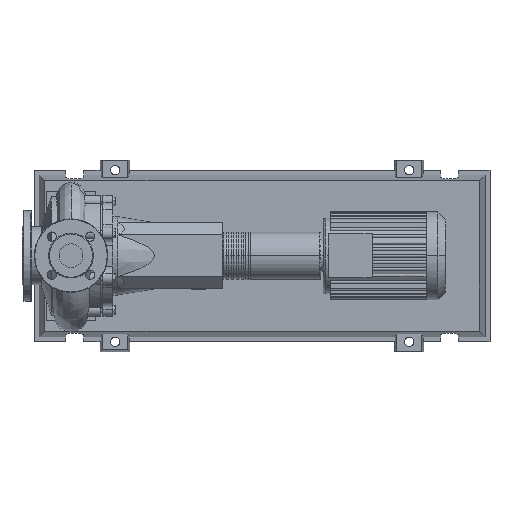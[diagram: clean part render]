
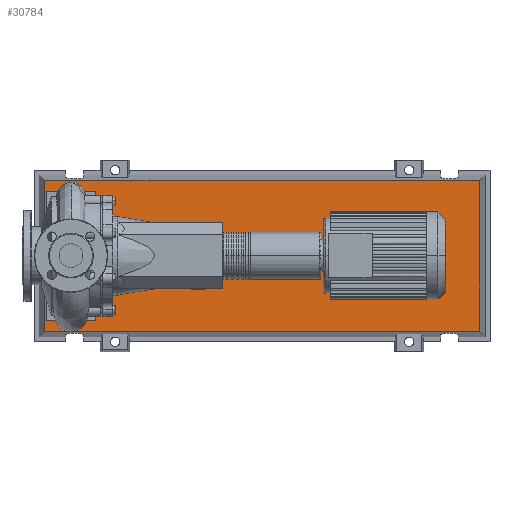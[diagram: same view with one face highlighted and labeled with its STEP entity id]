
A CAD part, top view. The second image highlights one B-rep face of the part: STEP entity #30784.
In plain terms, the highlighted planar face has unit normal (0, 0, 1).
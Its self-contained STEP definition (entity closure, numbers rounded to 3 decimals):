
#30465=CARTESIAN_POINT('',(833.292,-153.292,83.0));
#30466=VERTEX_POINT('',#30465);
#30473=CARTESIAN_POINT('',(-53.292,-153.292,83.0));
#30474=VERTEX_POINT('',#30473);
#30475=CARTESIAN_POINT('',(833.292,-153.292,83.0));
#30476=DIRECTION('',(-1.0,0.0,0.0));
#30477=VECTOR('',#30476,886.584);
#30478=LINE('',#30475,#30477);
#30479=EDGE_CURVE('',#30466,#30474,#30478,.T.);
#30697=CARTESIAN_POINT('',(833.292,153.292,83.0));
#30698=VERTEX_POINT('',#30697);
#30699=CARTESIAN_POINT('',(833.292,153.292,83.0));
#30700=DIRECTION('',(0.0,-1.0,0.0));
#30701=VECTOR('',#30700,306.584);
#30702=LINE('',#30699,#30701);
#30703=EDGE_CURVE('',#30698,#30466,#30702,.T.);
#30721=CARTESIAN_POINT('',(-53.292,153.292,83.0));
#30722=VERTEX_POINT('',#30721);
#30723=CARTESIAN_POINT('',(-53.292,-153.292,83.0));
#30724=DIRECTION('',(0.0,1.0,0.0));
#30725=VECTOR('',#30724,306.584);
#30726=LINE('',#30723,#30725);
#30727=EDGE_CURVE('',#30474,#30722,#30726,.T.);
#30760=CARTESIAN_POINT('',(-53.292,153.292,83.0));
#30761=DIRECTION('',(1.0,0.0,0.0));
#30762=VECTOR('',#30761,886.584);
#30763=LINE('',#30760,#30762);
#30764=EDGE_CURVE('',#30722,#30698,#30763,.T.);
#30773=CARTESIAN_POINT('',(390.,0.,83.0));
#30774=DIRECTION('',(0.0,0.0,1.0));
#30775=DIRECTION('',(1.0,0.0,0.0));
#30776=AXIS2_PLACEMENT_3D('',#30773,#30774,#30775);
#30777=PLANE('',#30776);
#30778=ORIENTED_EDGE('',*,*,#30703,.F.);
#30779=ORIENTED_EDGE('',*,*,#30764,.F.);
#30780=ORIENTED_EDGE('',*,*,#30727,.F.);
#30781=ORIENTED_EDGE('',*,*,#30479,.F.);
#30782=EDGE_LOOP('',(#30778,#30779,#30780,#30781));
#30783=FACE_OUTER_BOUND('',#30782,.T.);
#30784=ADVANCED_FACE('',(#30783),#30777,.T.);
